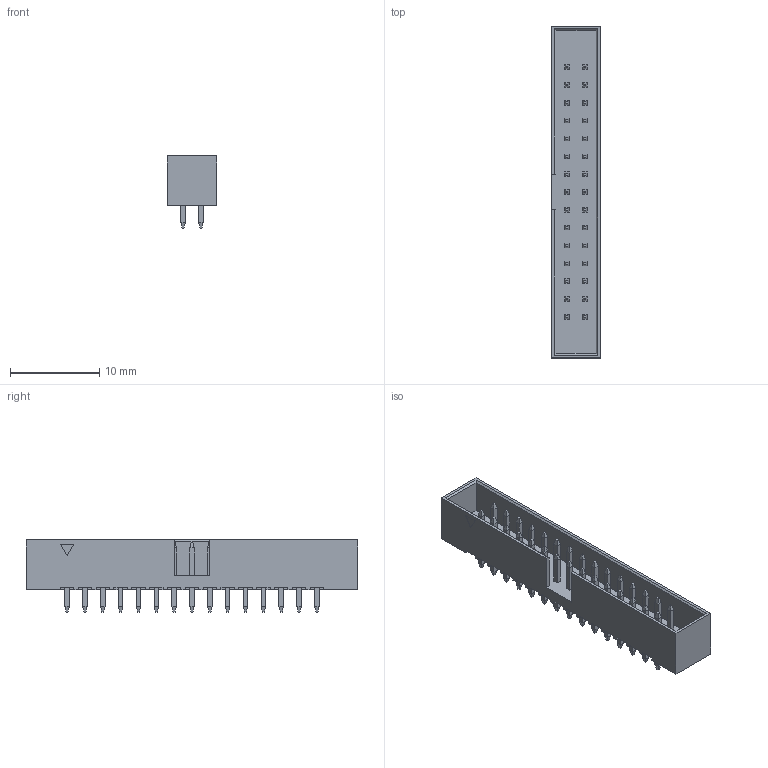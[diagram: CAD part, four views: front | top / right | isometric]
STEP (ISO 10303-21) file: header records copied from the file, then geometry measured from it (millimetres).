
FILE_DESCRIPTION(/* description */ ('Unknown'),/* implementation_level */ '2;1');
FILE_NAME(/* name */ 'J_Wurth_WR-BHD_62503021621',/* time_stamp */ '2025-05-16T11:11:46+08:00',/* author */ ('Unknown'),/* organization */ ('Unknown'),/* preprocessor_version */ 'ST-DEVELOPER v19.4',/* originating_system */ 'Solid Edge',/* authorisation */ 'Unknown');
FILE_SCHEMA (('AUTOMOTIVE_DESIGN {1 0 10303 214 3 1 1}'));
Length unit declared in the file: millimetre
Products named in the file (2): J_Wurth_WR-BHD_62503021621
Assembly tree (1 placements, depth 2):
  J_Wurth_WR-BHD_62503021621
    J_Wurth_WR-BHD_62503021621
Bounding box: 5.5 x 37.2 x 8.1 mm (x, y, z)
Volume: 494.9 mm3; surface area: 1586.3 mm2
Topology: 1 solids, 1 shells, 863 faces, 2036 edges, 1236 vertices
Faces by surface type: plane 863
Entity records: 29842 total; most frequent: CARTESIAN_POINT 4137, ORIENTED_EDGE 4072, DIRECTION 3766, EDGE_CURVE 2036, LINE 2036, VECTOR 2036, VERTEX_POINT 1236, EDGE_LOOP 924
